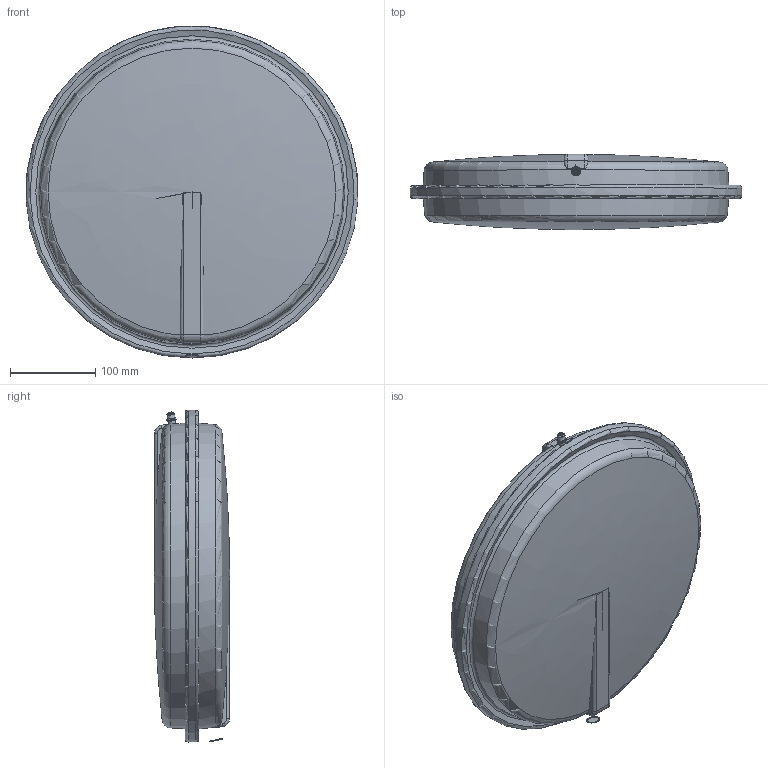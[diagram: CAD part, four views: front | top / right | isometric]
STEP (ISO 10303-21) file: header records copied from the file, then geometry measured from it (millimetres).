
FILE_DESCRIPTION(/* description */ (''),/* implementation_level */ '2;1');
FILE_NAME(/* name */ '3d_ReflexF8_3bar-2407000.stp',/* time_stamp */ '2022-09-14T14:03:31+02:00',/* author */ ('Andrzej'),/* organization */ (''),/* preprocessor_version */ 'ST-DEVELOPER v16.13',/* originating_system */ 'AutoCAD Mechanical',/* authorisation */ '');
FILE_SCHEMA (('AUTOMOTIVE_DESIGN { 1 0 10303 214 3 1 1 }'));
Length unit declared in the file: millimetre
Products named in the file (1): Product
Bounding box: 388.64 x 88 x 389 mm (x, y, z)
Volume: 8038647.1 mm3; surface area: 331935.1 mm2
Topology: 3 solids, 3 shells, 68 faces, 158 edges, 97 vertices
Faces by surface type: cylinder 26, plane 17, torus 12, cone 9, bspline 4
Full cylindrical faces by diameter (mm): 6.23 x1, 8 x1, 8.06 x1, 10 x1, 11 x1, 13.799 x1, 15.809 x1, 389 x1
Entity records: 2560 total; most frequent: CARTESIAN_POINT 1153, DIRECTION 292, ORIENTED_EDGE 256, AXIS2_PLACEMENT_3D 130, EDGE_CURVE 124, EDGE_LOOP 97, VERTEX_POINT 90, FACE_OUTER_BOUND 68
